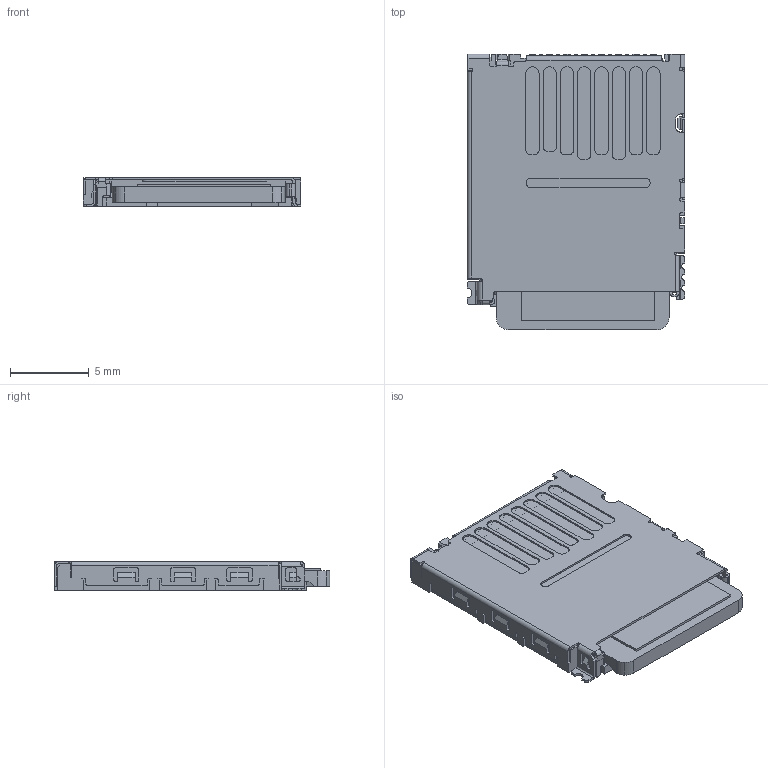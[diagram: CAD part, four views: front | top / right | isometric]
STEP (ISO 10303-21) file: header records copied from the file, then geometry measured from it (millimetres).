
FILE_DESCRIPTION(('STEP AP242'),'1');
FILE_NAME('dm3bt-dsf-pejs.stp','2020-03-24T13:45:06',('TraceParts'),('TraceParts S.A.'),'Spatial InterOp 3D',' ',' ');
FILE_SCHEMA(('AP242_MANAGED_MODEL_BASED_3D_ENGINEERING_MIM_LF {1 0 10303 442 1 1 4}'));
Length unit declared in the file: millimetre
Products named in the file (1): dm3bt-dsf-pejs_1
Bounding box: 13.85 x 17.55 x 1.83 mm (x, y, z)
Volume: 316 mm3; surface area: 1305.4 mm2
Topology: 2 solids, 21 shells, 1119 faces, 3095 edges, 2035 vertices
Faces by surface type: plane 880, cylinder 233, bspline 4, cone 2
Entity records: 44563 total; most frequent: CARTESIAN_POINT 6544, ORIENTED_EDGE 6190, DIRECTION 5837, EDGE_CURVE 3095, LINE 2561, VECTOR 2561, VERTEX_POINT 2035, AXIS2_PLACEMENT_3D 1638
